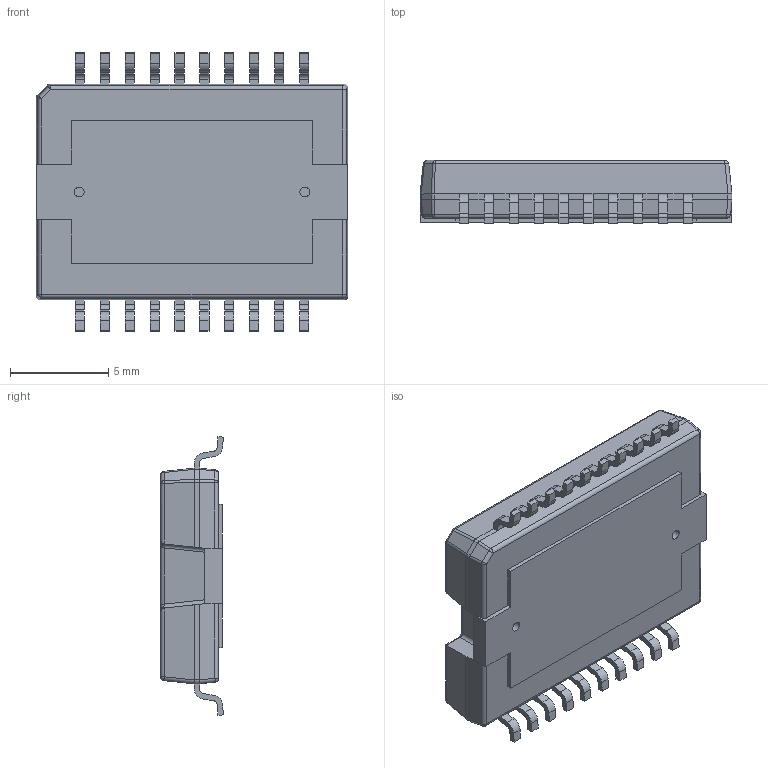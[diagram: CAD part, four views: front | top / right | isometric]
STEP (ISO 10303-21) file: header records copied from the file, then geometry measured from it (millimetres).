
FILE_DESCRIPTION(/* description */ ('STEP AP214'),/* implementation_level */ '2;1');
FILE_NAME(/* name */ 'PA79DK_color.stp',/* time_stamp */ '2024-02-29T10:42:01+01:00',/* author */ ('Julien'),/* organization */ (''),/* preprocessor_version */ 'ST-DEVELOPER v19',/* originating_system */ 'Autodesk Inventor 2023',/* authorisation */ '');
FILE_SCHEMA (('AUTOMOTIVE_DESIGN { 1 0 10303 214 3 1 1 }'));
Length unit declared in the file: millimetre
Products named in the file (1): DK
Bounding box: 15.9 x 3.2 x 14.2 mm (x, y, z)
Volume: 514.2 mm3; surface area: 573.4 mm2
Topology: 1 solids, 1 shells, 449 faces, 1179 edges, 744 vertices
Faces by surface type: plane 304, cylinder 124, bspline 11, sphere 10
Full cylindrical faces by diameter (mm): 0.5 x2, 1 x1, 2.5 x2
Entity records: 14171 total; most frequent: CARTESIAN_POINT 2482, ORIENTED_EDGE 2358, DIRECTION 2313, EDGE_CURVE 1179, LINE 923, VECTOR 923, VERTEX_POINT 744, AXIS2_PLACEMENT_3D 695
